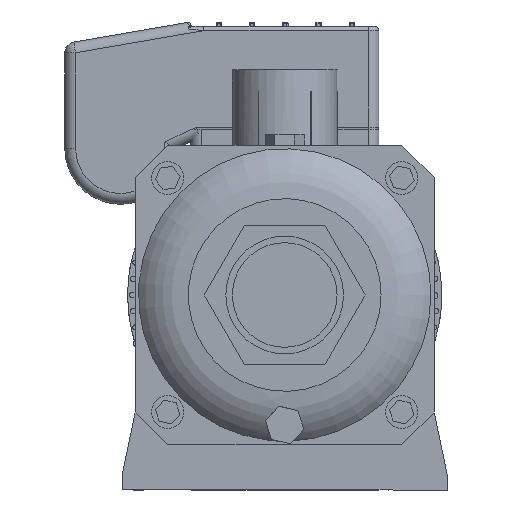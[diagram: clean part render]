
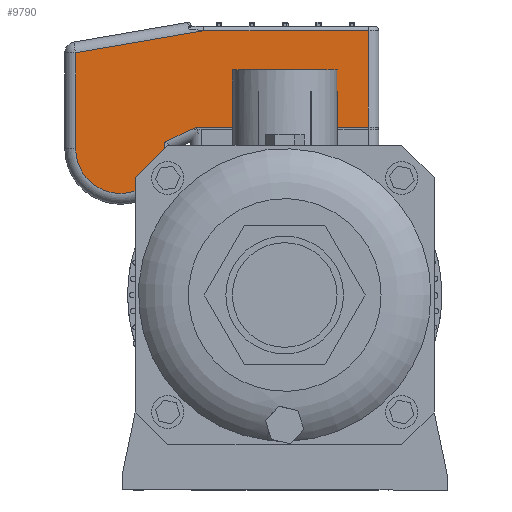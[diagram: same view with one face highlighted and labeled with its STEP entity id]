
A CAD part, left-side view. The second image highlights one B-rep face of the part: STEP entity #9790.
In plain terms, the highlighted planar face has unit normal (-1, 0, 0).
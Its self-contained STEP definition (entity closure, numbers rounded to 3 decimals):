
#510=PLANE($,#10638);
#982=FACE_OUTER_BOUND($,#1604,.T.);
#1604=EDGE_LOOP($,(#8597,#8598,#8599,#8600,#8601,#8602,#8603));
#2035=CIRCLE($,#10639,20.65);
#2927=LINE($,#16574,#3857);
#2929=LINE($,#16595,#3859);
#2930=LINE($,#16597,#3860);
#2931=LINE($,#16599,#3861);
#2932=LINE($,#16601,#3862);
#2933=LINE($,#16602,#3863);
#3857=VECTOR($,#13058,16.262);
#3859=VECTOR($,#13064,79.22);
#3860=VECTOR($,#13065,44.5);
#3861=VECTOR($,#13066,75.772);
#3862=VECTOR($,#13067,60.102);
#3863=VECTOR($,#13068,44.288);
#4768=VERTEX_POINT($,#16571);
#4769=VERTEX_POINT($,#16573);
#4771=VERTEX_POINT($,#16592);
#4772=VERTEX_POINT($,#16594);
#4773=VERTEX_POINT($,#16596);
#4774=VERTEX_POINT($,#16598);
#4775=VERTEX_POINT($,#16600);
#6056=EDGE_CURVE($,#4768,#4769,#2927,.T.);
#6059=EDGE_CURVE($,#4771,#4769,#2035,.T.);
#6060=EDGE_CURVE($,#4772,#4768,#2929,.T.);
#6061=EDGE_CURVE($,#4773,#4772,#2930,.T.);
#6062=EDGE_CURVE($,#4774,#4773,#2931,.T.);
#6063=EDGE_CURVE($,#4775,#4774,#2932,.T.);
#6064=EDGE_CURVE($,#4771,#4775,#2933,.T.);
#8597=ORIENTED_EDGE($,*,*,#6059,.T.);
#8598=ORIENTED_EDGE($,*,*,#6056,.F.);
#8599=ORIENTED_EDGE($,*,*,#6060,.F.);
#8600=ORIENTED_EDGE($,*,*,#6061,.F.);
#8601=ORIENTED_EDGE($,*,*,#6062,.F.);
#8602=ORIENTED_EDGE($,*,*,#6063,.F.);
#8603=ORIENTED_EDGE($,*,*,#6064,.F.);
#9790=ADVANCED_FACE($,(#982),#510,.T.);
#10638=AXIS2_PLACEMENT_3D($,#16591,#13060,#13061);
#10639=AXIS2_PLACEMENT_3D($,#16593,#13062,#13063);
#13058=DIRECTION($,(0.,0.904,-0.427));
#13060=DIRECTION('center_axis',(-1.,0.,0.));
#13061=DIRECTION('ref_axis',(0.,0.,1.));
#13062=DIRECTION('center_axis',(-1.,0.,0.));
#13063=DIRECTION('ref_axis',(0.,0.,-1.));
#13064=DIRECTION($,(0.,1.,0.));
#13065=DIRECTION($,(0.,0.,-1.));
#13066=DIRECTION($,(0.,-1.,0.));
#13067=DIRECTION($,(0.,-0.985,0.17));
#13068=DIRECTION($,(0.,0.,1.));
#16571=CARTESIAN_POINT('',(53.5,40.72,167.5));
#16573=CARTESIAN_POINT('',(53.5,55.428,160.562));
#16574=CARTESIAN_POINT($,(53.5,-2.715,187.988));
#16591=CARTESIAN_POINT('Origin',(53.5,-43.5,189.25));
#16592=CARTESIAN_POINT('',(53.5,96.5,157.5));
#16593=CARTESIAN_POINT('Origin',(53.5,75.85,157.5));
#16594=CARTESIAN_POINT('',(53.5,-38.5,167.5));
#16595=CARTESIAN_POINT($,(53.5,-7.25,167.5));
#16596=CARTESIAN_POINT('',(53.5,-38.5,212.));
#16597=CARTESIAN_POINT($,(53.5,-38.5,189.25));
#16598=CARTESIAN_POINT('',(53.5,37.272,212.));
#16599=CARTESIAN_POINT($,(53.5,-21.75,212.));
#16600=CARTESIAN_POINT('',(53.5,96.5,201.788));
#16601=CARTESIAN_POINT($,(53.5,17.146,215.47));
#16602=CARTESIAN_POINT($,(53.5,96.5,189.25));
